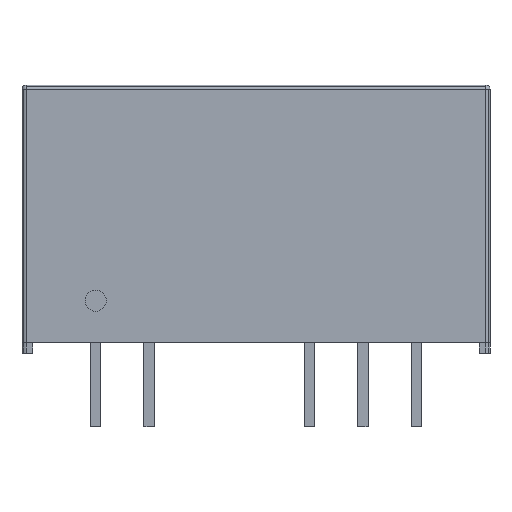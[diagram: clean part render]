
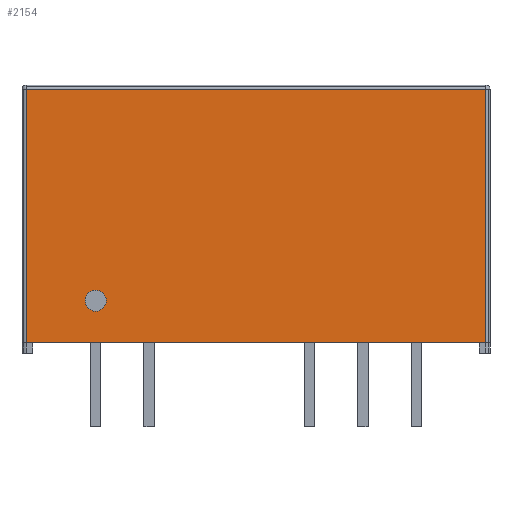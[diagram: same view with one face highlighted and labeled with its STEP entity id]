
A CAD part, front view. The second image highlights one B-rep face of the part: STEP entity #2154.
In plain terms, the highlighted planar face has unit normal (0, -1, 0).
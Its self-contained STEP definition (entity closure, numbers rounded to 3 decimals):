
#1370=CARTESIAN_POINT('',(-7.12,-5.5,2.5));
#1371=VERTEX_POINT('',#1370);
#1387=CARTESIAN_POINT('',(-8.12,-5.5,2.5));
#1388=VERTEX_POINT('',#1387);
#1395=CARTESIAN_POINT('',(-7.62,-5.5,2.5));
#1396=DIRECTION('',(0.0,1.0,0.0));
#1397=DIRECTION('',(1.0,0.0,0.0));
#1398=AXIS2_PLACEMENT_3D('',#1395,#1396,#1397);
#1399=CIRCLE('',#1398,0.5);
#1400=EDGE_CURVE('',#1371,#1388,#1399,.T.);
#1586=CARTESIAN_POINT('',(-10.925,-5.5,0.5));
#1587=VERTEX_POINT('',#1586);
#1595=CARTESIAN_POINT('',(-10.925,-5.5,12.55));
#1596=VERTEX_POINT('',#1595);
#1597=CARTESIAN_POINT('',(-10.925,-5.5,0.5));
#1598=DIRECTION('',(0.0,0.0,1.0));
#1599=VECTOR('',#1598,12.05);
#1600=LINE('',#1597,#1599);
#1601=EDGE_CURVE('',#1587,#1596,#1600,.T.);
#1738=CARTESIAN_POINT('',(10.925,-5.5,12.55));
#1739=VERTEX_POINT('',#1738);
#1960=CARTESIAN_POINT('',(-10.925,-5.5,12.55));
#1961=DIRECTION('',(1.0,0.0,0.0));
#1962=VECTOR('',#1961,21.85);
#1963=LINE('',#1960,#1962);
#1964=EDGE_CURVE('',#1596,#1739,#1963,.T.);
#2019=CARTESIAN_POINT('',(10.925,-5.5,0.5));
#2020=VERTEX_POINT('',#2019);
#2021=CARTESIAN_POINT('',(10.925,-5.5,12.55));
#2022=DIRECTION('',(0.0,0.0,-1.0));
#2023=VECTOR('',#2022,12.05);
#2024=LINE('',#2021,#2023);
#2025=EDGE_CURVE('',#1739,#2020,#2024,.T.);
#2089=CARTESIAN_POINT('',(-7.62,-5.5,2.5));
#2090=DIRECTION('',(0.0,1.0,0.0));
#2091=DIRECTION('',(1.0,0.0,0.0));
#2092=AXIS2_PLACEMENT_3D('',#2089,#2090,#2091);
#2093=CIRCLE('',#2092,0.5);
#2094=EDGE_CURVE('',#1388,#1371,#2093,.T.);
#2134=CARTESIAN_POINT('',(11.125,-5.5,0.5));
#2135=DIRECTION('',(0.0,-1.0,0.0));
#2136=DIRECTION('',(0.0,0.0,-1.0));
#2137=AXIS2_PLACEMENT_3D('',#2134,#2135,#2136);
#2138=PLANE('',#2137);
#2139=ORIENTED_EDGE('',*,*,#1601,.F.);
#2140=CARTESIAN_POINT('',(-10.925,-5.5,0.5));
#2141=DIRECTION('',(1.0,0.0,0.0));
#2142=VECTOR('',#2141,21.85);
#2143=LINE('',#2140,#2142);
#2144=EDGE_CURVE('',#1587,#2020,#2143,.T.);
#2145=ORIENTED_EDGE('',*,*,#2144,.T.);
#2146=ORIENTED_EDGE('',*,*,#2025,.F.);
#2147=ORIENTED_EDGE('',*,*,#1964,.F.);
#2148=EDGE_LOOP('',(#2139,#2145,#2146,#2147));
#2149=FACE_OUTER_BOUND('',#2148,.T.);
#2150=ORIENTED_EDGE('',*,*,#1400,.T.);
#2151=ORIENTED_EDGE('',*,*,#2094,.T.);
#2152=EDGE_LOOP('',(#2150,#2151));
#2153=FACE_BOUND('',#2152,.T.);
#2154=ADVANCED_FACE('',(#2149,#2153),#2138,.T.);
